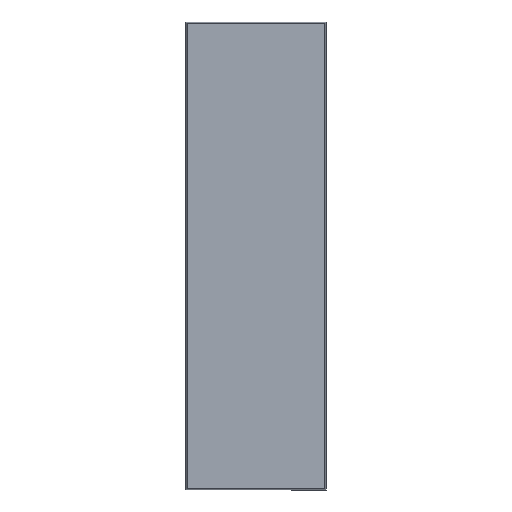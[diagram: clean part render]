
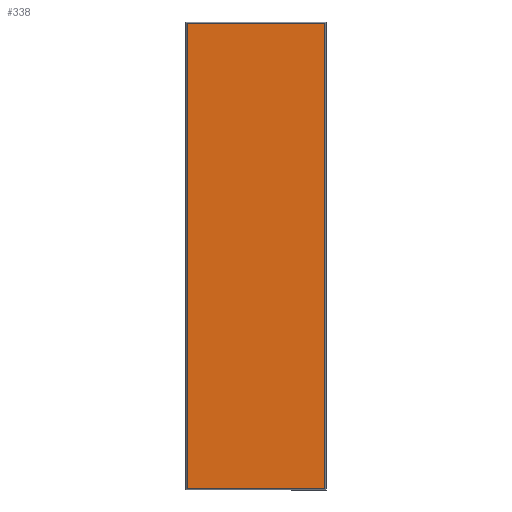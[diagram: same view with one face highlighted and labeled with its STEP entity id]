
A CAD part, top view. The second image highlights one B-rep face of the part: STEP entity #338.
In plain terms, the highlighted planar face has unit normal (0, 0, 1).
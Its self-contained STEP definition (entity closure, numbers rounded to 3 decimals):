
#169 = CARTESIAN_POINT ( 'NONE',  ( -20.609, 56.509, 0.8 ) ) ;
#170 = FACE_OUTER_BOUND ( 'NONE', #475, .T. ) ;
#180 = VECTOR ( 'NONE', #217, 1000. ) ;
#186 = CARTESIAN_POINT ( 'NONE',  ( -5.991, 56.509, 0.8 ) ) ;
#188 = VECTOR ( 'NONE', #219, 1000. ) ;
#192 = VECTOR ( 'NONE', #232, 1000. ) ;
#194 = LINE ( 'NONE', #231, #301 ) ;
#196 = LINE ( 'NONE', #234, #192 ) ;
#217 = DIRECTION ( 'NONE',  ( 0., -1., 0. ) ) ;
#219 = DIRECTION ( 'NONE',  ( -1., 0., 0. ) ) ;
#224 = CARTESIAN_POINT ( 'NONE',  ( -20.75, 7.191, 0.8 ) ) ;
#225 = DIRECTION ( 'NONE',  ( 0., 1., 0. ) ) ;
#231 = CARTESIAN_POINT ( 'NONE',  ( -20.609, 7.05, 0.8 ) ) ;
#232 = DIRECTION ( 'NONE',  ( 1., 0., 0. ) ) ;
#234 = CARTESIAN_POINT ( 'NONE',  ( -20.75, 56.509, 0.8 ) ) ;
#248 = CARTESIAN_POINT ( 'NONE',  ( -5.991, 7.05, 0.8 ) ) ;
#265 = CARTESIAN_POINT ( 'NONE',  ( -20.609, 7.191, 0.8 ) ) ;
#301 = VECTOR ( 'NONE', #225, 1000. ) ;
#311 = CARTESIAN_POINT ( 'NONE',  ( -5.991, 7.191, 0.8 ) ) ;
#325 = ORIENTED_EDGE ( 'NONE', *, *, #563, .F. ) ;
#338 = ADVANCED_FACE ( 'NONE', ( #170 ), #403, .T. ) ;
#347 = DIRECTION ( 'NONE',  ( 1., 0., 0. ) ) ;
#348 = DIRECTION ( 'NONE',  ( 0., 0., 1. ) ) ;
#356 = CARTESIAN_POINT ( 'NONE',  ( -20.75, 7.05, 0.8 ) ) ;
#372 = VERTEX_POINT ( 'NONE', #311 ) ;
#386 = LINE ( 'NONE', #224, #188 ) ;
#403 = PLANE ( 'NONE',  #499 ) ;
#475 = EDGE_LOOP ( 'NONE', ( #655, #325, #661, #665 ) ) ;
#499 = AXIS2_PLACEMENT_3D ( 'NONE', #356, #348, #347 ) ;
#541 = EDGE_CURVE ( 'NONE', #708, #638, #196, .T. ) ;
#550 = LINE ( 'NONE', #248, #180 ) ;
#563 = EDGE_CURVE ( 'NONE', #742, #708, #194, .T. ) ;
#572 = EDGE_CURVE ( 'NONE', #372, #742, #386, .T. ) ;
#580 = EDGE_CURVE ( 'NONE', #638, #372, #550, .T. ) ;
#638 = VERTEX_POINT ( 'NONE', #186 ) ;
#655 = ORIENTED_EDGE ( 'NONE', *, *, #541, .F. ) ;
#661 = ORIENTED_EDGE ( 'NONE', *, *, #572, .F. ) ;
#665 = ORIENTED_EDGE ( 'NONE', *, *, #580, .F. ) ;
#708 = VERTEX_POINT ( 'NONE', #169 ) ;
#742 = VERTEX_POINT ( 'NONE', #265 ) ;
